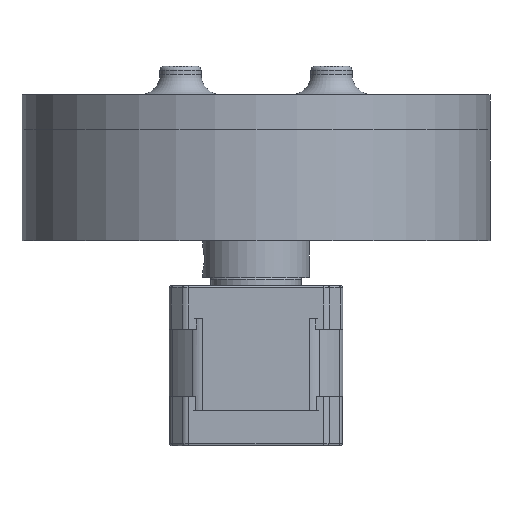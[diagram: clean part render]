
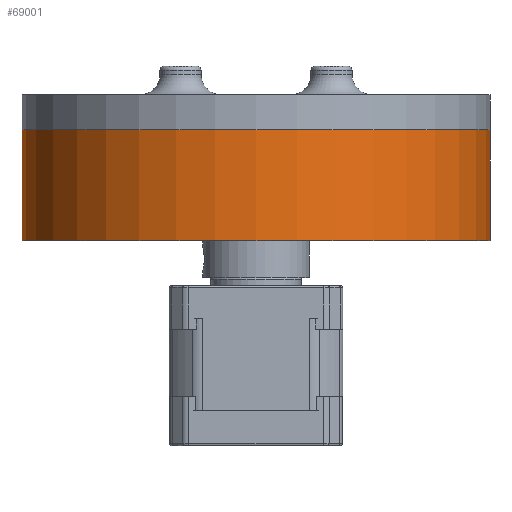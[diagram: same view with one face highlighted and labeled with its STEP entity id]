
A CAD part, front view. The second image highlights one B-rep face of the part: STEP entity #69001.
In plain terms, the highlighted cylindrical face has radius 57 mm (diameter 114 mm), a full revolution.
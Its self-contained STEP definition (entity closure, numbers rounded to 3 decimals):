
#68951=CARTESIAN_POINT('',(1.5,0.,7.));
#68952=DIRECTION('',(0.,0.,-1.));
#68953=DIRECTION('',(-1.,0.,0.));
#68954=AXIS2_PLACEMENT_3D('',#68951,#68952,#68953);
#68955=CYLINDRICAL_SURFACE('',#68954,57.);
#68956=CARTESIAN_POINT('',(-55.5,0.,0.));
#68957=VERTEX_POINT('',#68956);
#68958=CARTESIAN_POINT('',(-55.5,0.,27.));
#68959=VERTEX_POINT('',#68958);
#68960=CARTESIAN_POINT('',(-55.5,0.,0.));
#68961=DIRECTION('',(-0.,-0.,1.));
#68962=VECTOR('',#68961,27.);
#68963=LINE('',#68960,#68962);
#68964=EDGE_CURVE('',#68957,#68959,#68963,.T.);
#68965=ORIENTED_EDGE('',*,*,#68964,.T.);
#68966=CARTESIAN_POINT('',(58.5,-0.,27.));
#68967=VERTEX_POINT('',#68966);
#68968=CARTESIAN_POINT('',(1.5,0.,27.));
#68969=DIRECTION('',(0.,0.,1.));
#68970=DIRECTION('',(1.,0.,-0.));
#68971=AXIS2_PLACEMENT_3D('',#68968,#68969,#68970);
#68972=CIRCLE('',#68971,57.);
#68973=EDGE_CURVE('',#68967,#68959,#68972,.T.);
#68974=ORIENTED_EDGE('',*,*,#68973,.F.);
#68975=CARTESIAN_POINT('',(1.5,0.,27.));
#68976=DIRECTION('',(0.,0.,1.));
#68977=DIRECTION('',(1.,0.,-0.));
#68978=AXIS2_PLACEMENT_3D('',#68975,#68976,#68977);
#68979=CIRCLE('',#68978,57.);
#68980=EDGE_CURVE('',#68959,#68967,#68979,.T.);
#68981=ORIENTED_EDGE('',*,*,#68980,.F.);
#68982=ORIENTED_EDGE('',*,*,#68964,.F.);
#68983=CARTESIAN_POINT('',(58.5,-0.,0.));
#68984=VERTEX_POINT('',#68983);
#68985=CARTESIAN_POINT('',(1.5,0.,0.));
#68986=DIRECTION('',(0.,0.,1.));
#68987=DIRECTION('',(1.,0.,-0.));
#68988=AXIS2_PLACEMENT_3D('',#68985,#68986,#68987);
#68989=CIRCLE('',#68988,57.);
#68990=EDGE_CURVE('',#68957,#68984,#68989,.T.);
#68991=ORIENTED_EDGE('',*,*,#68990,.T.);
#68992=CARTESIAN_POINT('',(1.5,0.,0.));
#68993=DIRECTION('',(0.,0.,1.));
#68994=DIRECTION('',(1.,0.,-0.));
#68995=AXIS2_PLACEMENT_3D('',#68992,#68993,#68994);
#68996=CIRCLE('',#68995,57.);
#68997=EDGE_CURVE('',#68984,#68957,#68996,.T.);
#68998=ORIENTED_EDGE('',*,*,#68997,.T.);
#68999=EDGE_LOOP('',(#68965,#68974,#68981,#68982,#68991,#68998));
#69000=FACE_BOUND('',#68999,.T.);
#69001=ADVANCED_FACE('',(#69000),#68955,.T.);
